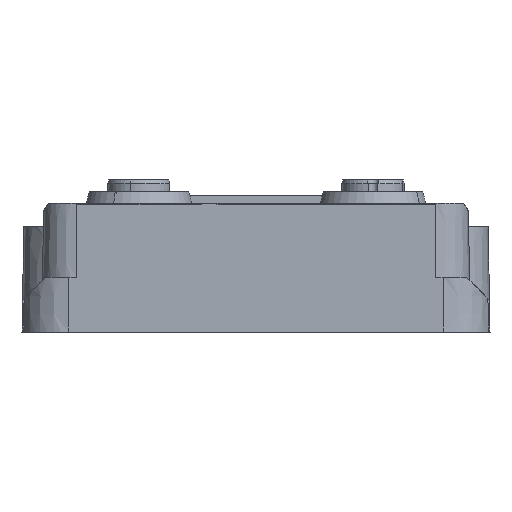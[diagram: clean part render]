
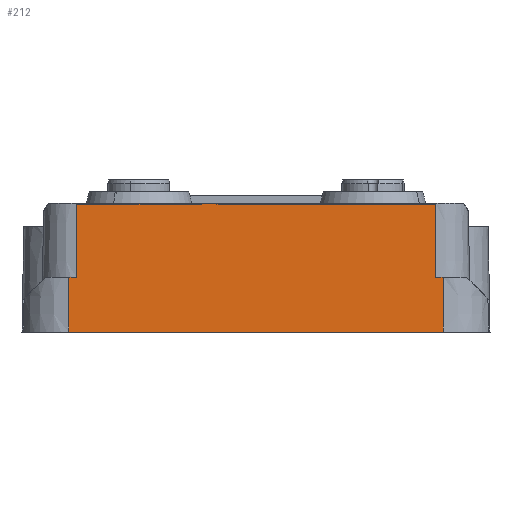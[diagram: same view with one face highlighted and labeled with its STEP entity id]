
A CAD part, front view. The second image highlights one B-rep face of the part: STEP entity #212.
In plain terms, the highlighted planar face has unit normal (0, -1, 0.018).
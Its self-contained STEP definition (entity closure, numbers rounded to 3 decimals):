
#128=AXIS2_PLACEMENT_3D('Plane Axis2P3D',#125,#126,#127) ;
#125=CARTESIAN_POINT('Axis2P3D Location',(60.,0.,0.)) ;
#130=CARTESIAN_POINT('Line Origine',(30.,0.,0.)) ;
#134=CARTESIAN_POINT('Vertex',(54.,0.,0.)) ;
#136=CARTESIAN_POINT('Vertex',(53.,0.,0.)) ;
#139=CARTESIAN_POINT('Line Origine',(54.,0.061,3.5)) ;
#143=CARTESIAN_POINT('Vertex',(54.,0.122,7.)) ;
#146=CARTESIAN_POINT('Line Origine',(30.,0.122,7.)) ;
#150=CARTESIAN_POINT('Vertex',(53.,0.122,7.)) ;
#153=CARTESIAN_POINT('Line Origine',(53.,0.061,3.5)) ;
#157=CARTESIAN_POINT('Vertex',(53.,0.288,16.5)) ;
#160=CARTESIAN_POINT('Line Origine',(30.,0.288,16.5)) ;
#164=CARTESIAN_POINT('Vertex',(7.,0.288,16.5)) ;
#167=CARTESIAN_POINT('Line Origine',(7.,0.061,3.5)) ;
#171=CARTESIAN_POINT('Vertex',(7.,0.122,7.)) ;
#174=CARTESIAN_POINT('Line Origine',(30.,0.122,7.)) ;
#178=CARTESIAN_POINT('Vertex',(6.,0.122,7.)) ;
#181=CARTESIAN_POINT('Line Origine',(6.,0.061,3.5)) ;
#185=CARTESIAN_POINT('Vertex',(6.,0.,0.)) ;
#188=CARTESIAN_POINT('Line Origine',(30.,0.,0.)) ;
#192=CARTESIAN_POINT('Vertex',(7.,0.,0.)) ;
#195=CARTESIAN_POINT('Line Origine',(30.,0.,0.)) ;
#126=DIRECTION('Axis2P3D Direction',(0.,-1.,0.017)) ;
#127=DIRECTION('Axis2P3D XDirection',(-1.,0.,0.)) ;
#131=DIRECTION('Vector Direction',(-1.,0.,0.)) ;
#140=DIRECTION('Vector Direction',(0.,-0.017,-1.)) ;
#147=DIRECTION('Vector Direction',(-1.,0.,0.)) ;
#154=DIRECTION('Vector Direction',(0.,-0.017,-1.)) ;
#161=DIRECTION('Vector Direction',(-1.,0.,0.)) ;
#168=DIRECTION('Vector Direction',(0.,-0.017,-1.)) ;
#175=DIRECTION('Vector Direction',(-1.,0.,0.)) ;
#182=DIRECTION('Vector Direction',(0.,-0.017,-1.)) ;
#189=DIRECTION('Vector Direction',(-1.,0.,0.)) ;
#196=DIRECTION('Vector Direction',(-1.,0.,0.)) ;
#132=VECTOR('Line Direction',#131,1.) ;
#141=VECTOR('Line Direction',#140,1.) ;
#148=VECTOR('Line Direction',#147,1.) ;
#155=VECTOR('Line Direction',#154,1.) ;
#162=VECTOR('Line Direction',#161,1.) ;
#169=VECTOR('Line Direction',#168,1.) ;
#176=VECTOR('Line Direction',#175,1.) ;
#183=VECTOR('Line Direction',#182,1.) ;
#190=VECTOR('Line Direction',#189,1.) ;
#197=VECTOR('Line Direction',#196,1.) ;
#201=ORIENTED_EDGE('',*,*,#138,.F.) ;
#202=ORIENTED_EDGE('',*,*,#145,.T.) ;
#203=ORIENTED_EDGE('',*,*,#152,.F.) ;
#204=ORIENTED_EDGE('',*,*,#159,.T.) ;
#205=ORIENTED_EDGE('',*,*,#166,.F.) ;
#206=ORIENTED_EDGE('',*,*,#173,.F.) ;
#207=ORIENTED_EDGE('',*,*,#180,.F.) ;
#208=ORIENTED_EDGE('',*,*,#187,.F.) ;
#209=ORIENTED_EDGE('',*,*,#194,.F.) ;
#210=ORIENTED_EDGE('',*,*,#199,.F.) ;
#212=ADVANCED_FACE('Hauptk\X2\00F6\X0\rper',(#211),#129,.T.) ;
#138=EDGE_CURVE('',#135,#137,#133,.T.) ;
#145=EDGE_CURVE('',#135,#144,#142,.F.) ;
#152=EDGE_CURVE('',#151,#144,#149,.F.) ;
#159=EDGE_CURVE('',#151,#158,#156,.F.) ;
#166=EDGE_CURVE('',#165,#158,#163,.F.) ;
#173=EDGE_CURVE('',#172,#165,#170,.F.) ;
#180=EDGE_CURVE('',#179,#172,#177,.F.) ;
#187=EDGE_CURVE('',#186,#179,#184,.F.) ;
#194=EDGE_CURVE('',#193,#186,#191,.T.) ;
#199=EDGE_CURVE('',#137,#193,#198,.T.) ;
#200=EDGE_LOOP('',(#201,#202,#203,#204,#205,#206,#207,#208,#209,#210)) ;
#211=FACE_OUTER_BOUND('',#200,.T.) ;
#133=LINE('Line',#130,#132) ;
#142=LINE('Line',#139,#141) ;
#149=LINE('Line',#146,#148) ;
#156=LINE('Line',#153,#155) ;
#163=LINE('Line',#160,#162) ;
#170=LINE('Line',#167,#169) ;
#177=LINE('Line',#174,#176) ;
#184=LINE('Line',#181,#183) ;
#191=LINE('Line',#188,#190) ;
#198=LINE('Line',#195,#197) ;
#129=PLANE('',#128) ;
#135=VERTEX_POINT('',#134) ;
#137=VERTEX_POINT('',#136) ;
#144=VERTEX_POINT('',#143) ;
#151=VERTEX_POINT('',#150) ;
#158=VERTEX_POINT('',#157) ;
#165=VERTEX_POINT('',#164) ;
#172=VERTEX_POINT('',#171) ;
#179=VERTEX_POINT('',#178) ;
#186=VERTEX_POINT('',#185) ;
#193=VERTEX_POINT('',#192) ;
